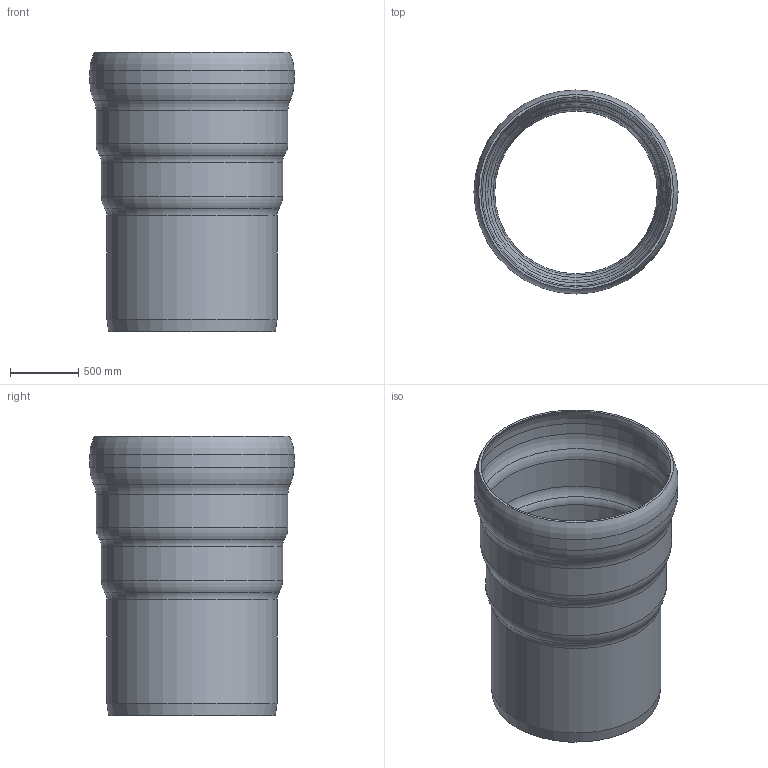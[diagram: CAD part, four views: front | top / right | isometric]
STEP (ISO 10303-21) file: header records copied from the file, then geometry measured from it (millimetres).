
FILE_DESCRIPTION(/* description */ (''),/* implementation_level */ '2;1');
FILE_NAME(/* name */ '5.642.125C_3D.stp',/* time_stamp */ '2024-12-11T11:55:49+01:00',/* author */ ('CAD'),/* organization */ (''),/* preprocessor_version */ 'ST-DEVELOPER v20',/* originating_system */ 'AutoCAD Mechanical',/* authorisation */ '');
FILE_SCHEMA (('AUTOMOTIVE_DESIGN { 1 0 10303 214 3 1 1 }'));
Length unit declared in the file: centimetre
Products named in the file (1): Product
Bounding box: 1498 x 1498 x 2050 mm (x, y, z)
Volume: 129312176.8 mm3; surface area: 17375034.1 mm2
Topology: 1 solids, 1 shells, 26 faces, 64 edges, 40 vertices
Faces by surface type: torus 14, cylinder 8, plane 2, cone 2
Full cylindrical faces by diameter (mm): 1220 x1, 1250 x1, 1300 x1, 1330 x1, 1378 x1, 1408 x1, 1468 x1, 1498 x1
Entity records: 825 total; most frequent: DIRECTION 172, CARTESIAN_POINT 131, ORIENTED_EDGE 128, AXIS2_PLACEMENT_3D 81, EDGE_CURVE 64, CIRCLE 54, VERTEX_POINT 40, EDGE_LOOP 28
